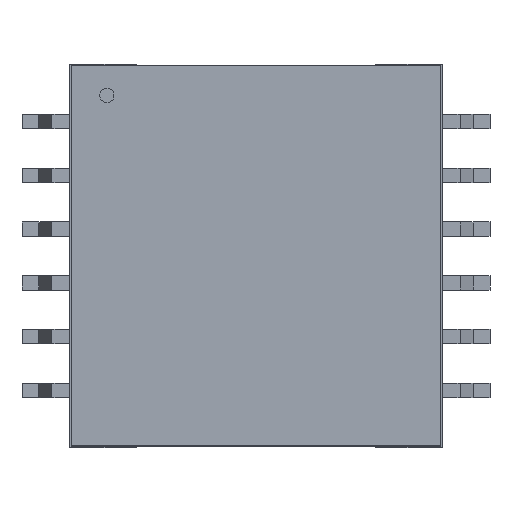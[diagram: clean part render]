
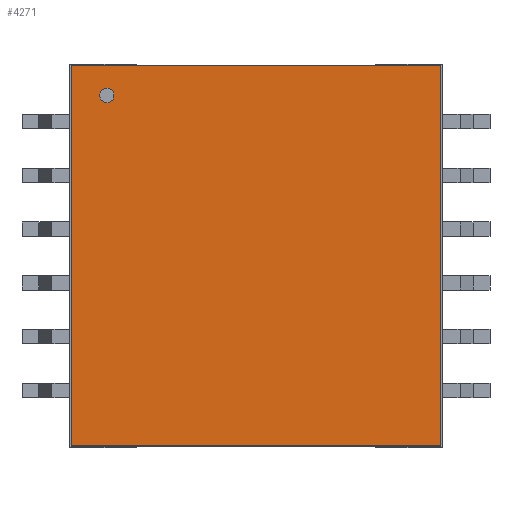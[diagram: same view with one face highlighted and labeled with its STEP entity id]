
A CAD part, top view. The second image highlights one B-rep face of the part: STEP entity #4271.
In plain terms, the highlighted free-form (B-spline) face has degree [1, 1] with [2, 2] control points.
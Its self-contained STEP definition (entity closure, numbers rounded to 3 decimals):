
#4167=CARTESIAN_POINT('',(-9.909,11.181,13.6));
#4168=VERTEX_POINT('',#4167);
#4177=CARTESIAN_POINT('',(-10.909,11.181,13.6));
#4178=VERTEX_POINT('',#4177);
#4179=CARTESIAN_POINT('',(-10.409,11.181,13.6));
#4180=DIRECTION('',(0.0,0.0,-1.0));
#4181=DIRECTION('',(1.0,0.0,0.0));
#4182=AXIS2_PLACEMENT_3D('',#4179,#4180,#4181);
#4183=CIRCLE('',#4182,0.5);
#4184=EDGE_CURVE('',#4178,#4168,#4183,.T.);
#4218=CARTESIAN_POINT('',(-10.409,11.181,13.6));
#4219=DIRECTION('',(0.0,0.0,-1.0));
#4220=DIRECTION('',(1.0,0.0,0.0));
#4221=AXIS2_PLACEMENT_3D('',#4218,#4219,#4220);
#4222=CIRCLE('',#4221,0.5);
#4223=EDGE_CURVE('',#4168,#4178,#4222,.T.);
#4228=CARTESIAN_POINT('',(-12.895,-13.27,13.6));
#4229=CARTESIAN_POINT('',(12.895,-13.27,13.6));
#4230=CARTESIAN_POINT('',(-12.895,13.27,13.6));
#4231=CARTESIAN_POINT('',(12.895,13.27,13.6));
#4232=B_SPLINE_SURFACE_WITH_KNOTS('',1,1,((#4228,#4230),(#4229,#4231)),.UNSPECIFIED.,.F.,.F.,.U.,(2,2),(2,2),(0.0,25.79),(0.0,26.54),.UNSPECIFIED.);
#4233=CARTESIAN_POINT('',(12.895,13.27,13.6));
#4234=VERTEX_POINT('',#4233);
#4235=CARTESIAN_POINT('',(12.895,-13.27,13.6));
#4236=VERTEX_POINT('',#4235);
#4237=CARTESIAN_POINT('',(12.895,13.27,13.6));
#4238=DIRECTION('',(0.0,-1.0,0.0));
#4239=VECTOR('',#4238,26.54);
#4240=LINE('',#4237,#4239);
#4241=EDGE_CURVE('',#4234,#4236,#4240,.T.);
#4242=ORIENTED_EDGE('',*,*,#4241,.F.);
#4243=CARTESIAN_POINT('',(-12.895,13.27,13.6));
#4244=VERTEX_POINT('',#4243);
#4245=CARTESIAN_POINT('',(-12.895,13.27,13.6));
#4246=DIRECTION('',(1.0,0.0,0.0));
#4247=VECTOR('',#4246,25.79);
#4248=LINE('',#4245,#4247);
#4249=EDGE_CURVE('',#4244,#4234,#4248,.T.);
#4250=ORIENTED_EDGE('',*,*,#4249,.F.);
#4251=CARTESIAN_POINT('',(-12.895,-13.27,13.6));
#4252=VERTEX_POINT('',#4251);
#4253=CARTESIAN_POINT('',(-12.895,-13.27,13.6));
#4254=DIRECTION('',(0.0,1.0,0.0));
#4255=VECTOR('',#4254,26.54);
#4256=LINE('',#4253,#4255);
#4257=EDGE_CURVE('',#4252,#4244,#4256,.T.);
#4258=ORIENTED_EDGE('',*,*,#4257,.F.);
#4259=CARTESIAN_POINT('',(12.895,-13.27,13.6));
#4260=DIRECTION('',(-1.0,0.0,0.0));
#4261=VECTOR('',#4260,25.79);
#4262=LINE('',#4259,#4261);
#4263=EDGE_CURVE('',#4236,#4252,#4262,.T.);
#4264=ORIENTED_EDGE('',*,*,#4263,.F.);
#4265=EDGE_LOOP('',(#4242,#4250,#4258,#4264));
#4266=FACE_OUTER_BOUND('',#4265,.T.);
#4267=ORIENTED_EDGE('',*,*,#4223,.T.);
#4268=ORIENTED_EDGE('',*,*,#4184,.T.);
#4269=EDGE_LOOP('',(#4267,#4268));
#4270=FACE_BOUND('',#4269,.T.);
#4271=ADVANCED_FACE('',(#4266,#4270),#4232,.T.);
